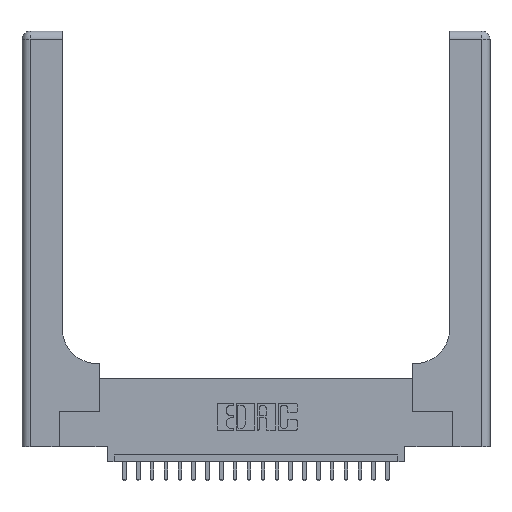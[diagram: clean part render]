
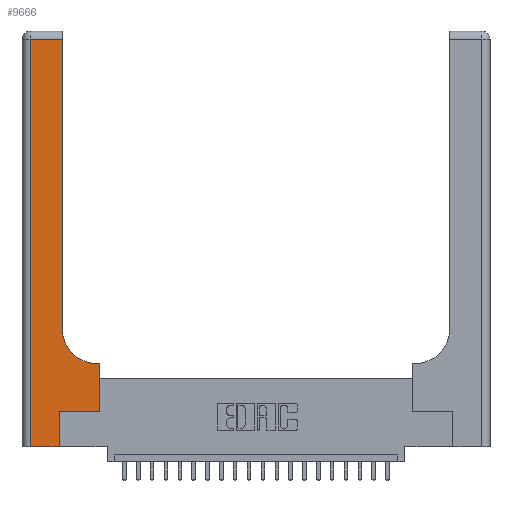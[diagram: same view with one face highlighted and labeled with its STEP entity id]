
A CAD part, top view. The second image highlights one B-rep face of the part: STEP entity #9666.
In plain terms, the highlighted planar face has unit normal (0, 0, 1).
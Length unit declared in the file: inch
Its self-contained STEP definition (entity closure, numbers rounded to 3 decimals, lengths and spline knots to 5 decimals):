
#69 = VECTOR ( 'NONE', #6852, 39.37008 ) ;
#238 = VECTOR ( 'NONE', #18499, 39.37008 ) ;
#423 = ORIENTED_EDGE ( 'NONE', *, *, #22001, .T. ) ;
#1014 = ORIENTED_EDGE ( 'NONE', *, *, #12089, .T. ) ;
#1144 = ORIENTED_EDGE ( 'NONE', *, *, #14758, .T. ) ;
#1282 = CARTESIAN_POINT ( 'NONE',  ( 0.269, 0., 0.37 ) ) ;
#1393 = LINE ( 'NONE', #13517, #12073 ) ;
#1481 = DIRECTION ( 'NONE',  ( 0., 0., -1. ) ) ;
#1879 = VERTEX_POINT ( 'NONE', #1282 ) ;
#2071 = DIRECTION ( 'NONE',  ( 0., 1., 0. ) ) ;
#2503 = EDGE_CURVE ( 'NONE', #1879, #15517, #6307, .T. ) ;
#2578 = CARTESIAN_POINT ( 'NONE',  ( 0.269, 0.25, 0.37 ) ) ;
#2806 = AXIS2_PLACEMENT_3D ( 'NONE', #17730, #8584, #15778 ) ;
#2996 = CARTESIAN_POINT ( 'NONE',  ( 0.06, 2.94, 0.37 ) ) ;
#3203 = PLANE ( 'NONE',  #12819 ) ;
#3276 = ORIENTED_EDGE ( 'NONE', *, *, #10289, .T. ) ;
#3319 = ORIENTED_EDGE ( 'NONE', *, *, #6368, .T. ) ;
#3377 = DIRECTION ( 'NONE',  ( -1., 0., 0. ) ) ;
#3819 = LINE ( 'NONE', #3858, #11144 ) ;
#3858 = CARTESIAN_POINT ( 'NONE',  ( 0.2915, 3., 0.37 ) ) ;
#4351 = CARTESIAN_POINT ( 'NONE',  ( 0.06, 0., 0.37 ) ) ;
#4453 = LINE ( 'NONE', #10248, #19964 ) ;
#5888 = CIRCLE ( 'NONE', #2806, 0.25 ) ;
#6103 = EDGE_CURVE ( 'NONE', #16379, #7499, #4453, .T. ) ;
#6274 = VECTOR ( 'NONE', #12207, 39.37008 ) ;
#6307 = LINE ( 'NONE', #14007, #22072 ) ;
#6368 = EDGE_CURVE ( 'NONE', #14795, #11293, #9814, .T. ) ;
#6503 = CARTESIAN_POINT ( 'NONE',  ( 0.2915, 0.85, 0.37 ) ) ;
#6564 = CARTESIAN_POINT ( 'NONE',  ( 0., 0., 0.37 ) ) ;
#6852 = DIRECTION ( 'NONE',  ( -1., 0., 0. ) ) ;
#6885 = CARTESIAN_POINT ( 'NONE',  ( 0., 3., 0.37 ) ) ;
#7499 = VERTEX_POINT ( 'NONE', #4351 ) ;
#8043 = VERTEX_POINT ( 'NONE', #6503 ) ;
#8584 = DIRECTION ( 'NONE',  ( 0., 0., -1. ) ) ;
#8779 = LINE ( 'NONE', #8878, #69 ) ;
#8855 = DIRECTION ( 'NONE',  ( -1., 0., 0. ) ) ;
#8878 = CARTESIAN_POINT ( 'NONE',  ( 0., 2.94, 0.37 ) ) ;
#9362 = CARTESIAN_POINT ( 'NONE',  ( 0.5585, 0.25, 0.37 ) ) ;
#9666 = ADVANCED_FACE ( 'NONE', ( #10336 ), #3203, .F. ) ;
#9814 = LINE ( 'NONE', #9362, #238 ) ;
#9965 = EDGE_LOOP ( 'NONE', ( #3276, #14939, #16021, #1014, #20235, #423, #3319, #14769, #1144 ) ) ;
#10248 = CARTESIAN_POINT ( 'NONE',  ( 0.06, 3., 0.37 ) ) ;
#10289 = EDGE_CURVE ( 'NONE', #8043, #14152, #3819, .T. ) ;
#10336 = FACE_OUTER_BOUND ( 'NONE', #9965, .T. ) ;
#10682 = DIRECTION ( 'NONE',  ( 0., 1., 0. ) ) ;
#11144 = VECTOR ( 'NONE', #2071, 39.37008 ) ;
#11293 = VERTEX_POINT ( 'NONE', #22443 ) ;
#11307 = CARTESIAN_POINT ( 'NONE',  ( 0.2915, 2.94, 0.37 ) ) ;
#11488 = VECTOR ( 'NONE', #14702, 39.37008 ) ;
#12073 = VECTOR ( 'NONE', #3377, 39.37008 ) ;
#12089 = EDGE_CURVE ( 'NONE', #7499, #1879, #19272, .T. ) ;
#12207 = DIRECTION ( 'NONE',  ( 1., 0., 0. ) ) ;
#12819 = AXIS2_PLACEMENT_3D ( 'NONE', #6885, #1481, #8855 ) ;
#13517 = CARTESIAN_POINT ( 'NONE',  ( 0.2915, 0.6, 0.37 ) ) ;
#14007 = CARTESIAN_POINT ( 'NONE',  ( 0.269, 0., 0.37 ) ) ;
#14152 = VERTEX_POINT ( 'NONE', #11307 ) ;
#14702 = DIRECTION ( 'NONE',  ( 1., 0., 0. ) ) ;
#14758 = EDGE_CURVE ( 'NONE', #21086, #8043, #5888, .T. ) ;
#14769 = ORIENTED_EDGE ( 'NONE', *, *, #21629, .T. ) ;
#14795 = VERTEX_POINT ( 'NONE', #19477 ) ;
#14939 = ORIENTED_EDGE ( 'NONE', *, *, #19915, .T. ) ;
#15402 = DIRECTION ( 'NONE',  ( 0., -1., 0. ) ) ;
#15517 = VERTEX_POINT ( 'NONE', #2578 ) ;
#15778 = DIRECTION ( 'NONE',  ( 1., 0., 0. ) ) ;
#16021 = ORIENTED_EDGE ( 'NONE', *, *, #6103, .T. ) ;
#16151 = CARTESIAN_POINT ( 'NONE',  ( 0.5415, 0.6, 0.37 ) ) ;
#16283 = LINE ( 'NONE', #20113, #11488 ) ;
#16379 = VERTEX_POINT ( 'NONE', #2996 ) ;
#17730 = CARTESIAN_POINT ( 'NONE',  ( 0.5415, 0.85, 0.37 ) ) ;
#18499 = DIRECTION ( 'NONE',  ( 0., 1., 0. ) ) ;
#19272 = LINE ( 'NONE', #6564, #6274 ) ;
#19477 = CARTESIAN_POINT ( 'NONE',  ( 0.5585, 0.25, 0.37 ) ) ;
#19915 = EDGE_CURVE ( 'NONE', #14152, #16379, #8779, .T. ) ;
#19964 = VECTOR ( 'NONE', #15402, 39.37008 ) ;
#20113 = CARTESIAN_POINT ( 'NONE',  ( 0.269, 0.25, 0.37 ) ) ;
#20235 = ORIENTED_EDGE ( 'NONE', *, *, #2503, .T. ) ;
#21086 = VERTEX_POINT ( 'NONE', #16151 ) ;
#21629 = EDGE_CURVE ( 'NONE', #11293, #21086, #1393, .T. ) ;
#22001 = EDGE_CURVE ( 'NONE', #15517, #14795, #16283, .T. ) ;
#22072 = VECTOR ( 'NONE', #10682, 39.37008 ) ;
#22443 = CARTESIAN_POINT ( 'NONE',  ( 0.5585, 0.6, 0.37 ) ) ;
